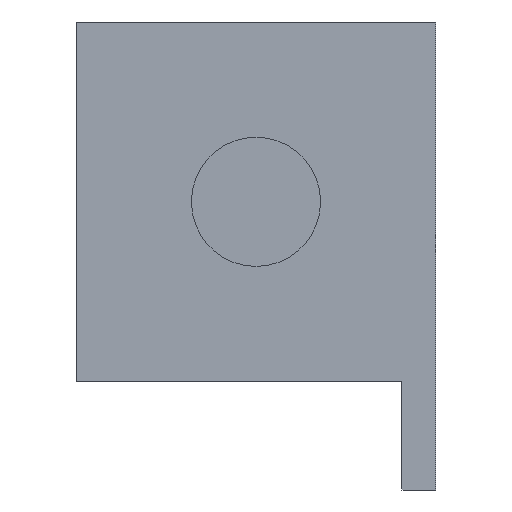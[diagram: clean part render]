
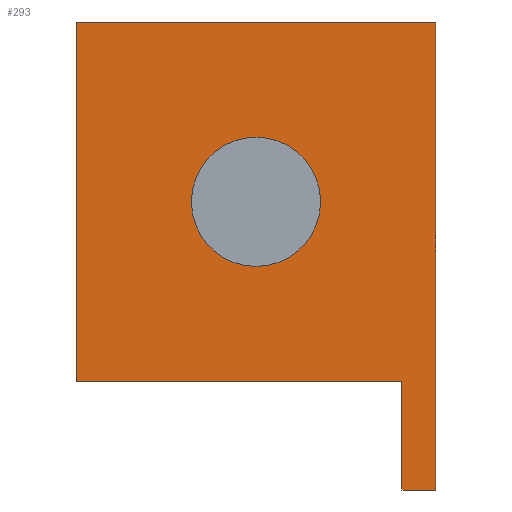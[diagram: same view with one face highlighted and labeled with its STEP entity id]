
A CAD part, left-side view. The second image highlights one B-rep face of the part: STEP entity #293.
In plain terms, the highlighted planar face has unit normal (-1, 0, 0).
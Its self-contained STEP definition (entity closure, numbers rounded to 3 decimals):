
#1=DIRECTION('',(0.,0.,1.));
#2=VECTOR('',#1,46.);
#3=CARTESIAN_POINT('',(-28.5,0.,-23.));
#4=LINE('',#3,#2);
#37=DIRECTION('',(0.,1.,0.));
#38=VECTOR('',#37,32.);
#39=CARTESIAN_POINT('',(-28.5,3.3,-12.345));
#40=LINE('',#39,#38);
#41=DIRECTION('',(0.,1.,0.));
#42=VECTOR('',#41,3.3);
#43=CARTESIAN_POINT('',(-28.5,0.,-23.));
#44=LINE('',#43,#42);
#45=CARTESIAN_POINT('',(-28.5,17.65,5.327));
#46=DIRECTION('',(-1.,0.,0.));
#47=DIRECTION('',(0.,0.,-1.));
#48=AXIS2_PLACEMENT_3D('',#45,#46,#47);
#50=CARTESIAN_POINT('',(-28.5,17.65,5.327));
#51=DIRECTION('',(-1.,0.,0.));
#52=DIRECTION('',(0.,0.,1.));
#53=AXIS2_PLACEMENT_3D('',#50,#51,#52);
#79=DIRECTION('',(0.,0.,1.));
#80=VECTOR('',#79,10.655);
#81=CARTESIAN_POINT('',(-28.5,3.3,-23.));
#82=LINE('',#81,#80);
#125=DIRECTION('',(0.,1.,0.));
#126=VECTOR('',#125,35.3);
#127=CARTESIAN_POINT('',(-28.5,0.,23.));
#128=LINE('',#127,#126);
#129=DIRECTION('',(0.,0.,1.));
#130=VECTOR('',#129,35.345);
#131=CARTESIAN_POINT('',(-28.5,35.3,-12.345));
#132=LINE('',#131,#130);
#185=CARTESIAN_POINT('',(-28.5,0.,-23.));
#186=CARTESIAN_POINT('',(-28.5,0.,23.));
#187=VERTEX_POINT('',#185);
#188=VERTEX_POINT('',#186);
#194=CARTESIAN_POINT('',(-28.5,3.3,-23.));
#196=VERTEX_POINT('',#194);
#213=CARTESIAN_POINT('',(-28.5,35.3,-12.345));
#214=CARTESIAN_POINT('',(-28.5,35.3,23.));
#215=VERTEX_POINT('',#213);
#216=VERTEX_POINT('',#214);
#221=CARTESIAN_POINT('',(-28.5,3.3,-12.345));
#223=VERTEX_POINT('',#221);
#233=CARTESIAN_POINT('',(-28.5,17.65,-1.02));
#234=CARTESIAN_POINT('',(-28.5,17.65,11.674));
#235=VERTEX_POINT('',#233);
#236=VERTEX_POINT('',#234);
#269=CARTESIAN_POINT('',(-28.5,0.,-23.));
#270=DIRECTION('',(-1.,0.,0.));
#271=DIRECTION('',(0.,0.,1.));
#272=AXIS2_PLACEMENT_3D('',#269,#270,#271);
#273=PLANE('',#272);
#275=ORIENTED_EDGE('',*,*,#274,.T.);
#277=ORIENTED_EDGE('',*,*,#276,.T.);
#279=ORIENTED_EDGE('',*,*,#278,.T.);
#281=ORIENTED_EDGE('',*,*,#280,.F.);
#282=ORIENTED_EDGE('',*,*,#246,.F.);
#284=ORIENTED_EDGE('',*,*,#283,.T.);
#285=EDGE_LOOP('',(#275,#277,#279,#281,#282,#284));
#286=FACE_OUTER_BOUND('',#285,.F.);
#288=ORIENTED_EDGE('',*,*,#287,.T.);
#290=ORIENTED_EDGE('',*,*,#289,.T.);
#291=EDGE_LOOP('',(#288,#290));
#292=FACE_BOUND('',#291,.F.);
#49=CIRCLE('',#48,6.347);
#54=CIRCLE('',#53,6.347);
#246=EDGE_CURVE('',#187,#188,#4,.T.);
#274=EDGE_CURVE('',#196,#223,#82,.T.);
#276=EDGE_CURVE('',#223,#215,#40,.T.);
#278=EDGE_CURVE('',#215,#216,#132,.T.);
#280=EDGE_CURVE('',#188,#216,#128,.T.);
#283=EDGE_CURVE('',#187,#196,#44,.T.);
#287=EDGE_CURVE('',#235,#236,#49,.T.);
#289=EDGE_CURVE('',#236,#235,#54,.T.);
#293=ADVANCED_FACE('',(#286,#292),#273,.T.);
